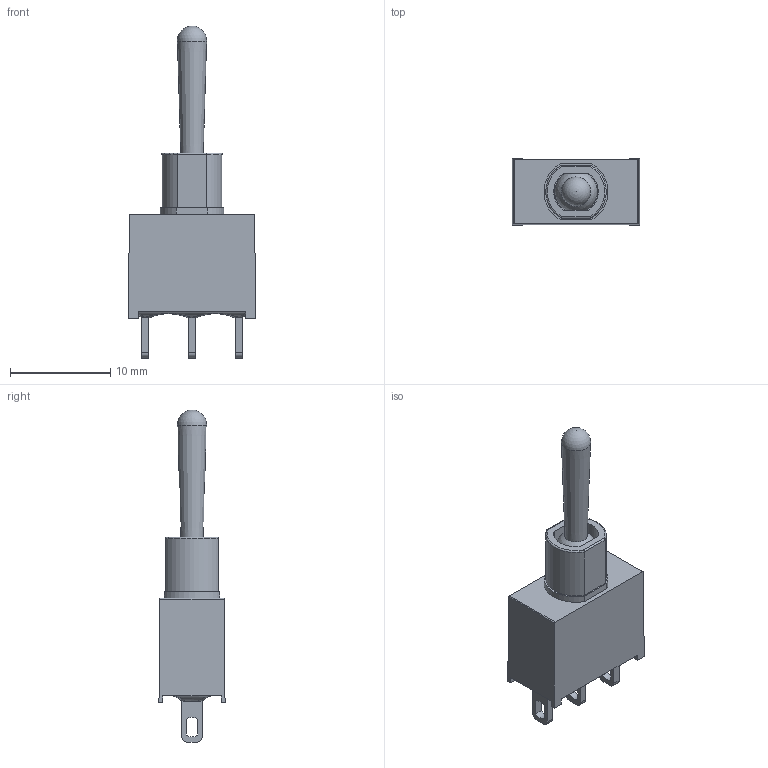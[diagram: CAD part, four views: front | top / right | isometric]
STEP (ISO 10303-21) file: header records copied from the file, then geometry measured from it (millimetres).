
FILE_DESCRIPTION(/* description */ (''),/* implementation_level */ '2;1');
FILE_NAME(/* name */ '100AWSPxT1B4M1xE.stp',/* time_stamp */ '2026-01-12T21:19:11-06:00',/* author */ ('jmeyers'),/* organization */ (''),/* preprocessor_version */ 'ST-DEVELOPER v18.1',/* originating_system */ 'Autodesk Inventor 2022',/* authorisation */ '');
FILE_SCHEMA (('AUTOMOTIVE_DESIGN { 1 0 10303 214 3 1 1 }'));
Length unit declared in the file: inch
Products named in the file (1): Part30
Bounding box: 12.7 x 6.6 x 33.16 mm (x, y, z)
Volume: 1021.2 mm3; surface area: 945 mm2
Topology: 1 solids, 1 shells, 97 faces, 271 edges, 180 vertices
Faces by surface type: plane 56, cylinder 28, bspline 8, sphere 2, torus 2, cone 1
Entity records: 3579 total; most frequent: CARTESIAN_POINT 1090, ORIENTED_EDGE 538, DIRECTION 461, EDGE_CURVE 269, VERTEX_POINT 180, LINE 157, VECTOR 157, AXIS2_PLACEMENT_3D 152
